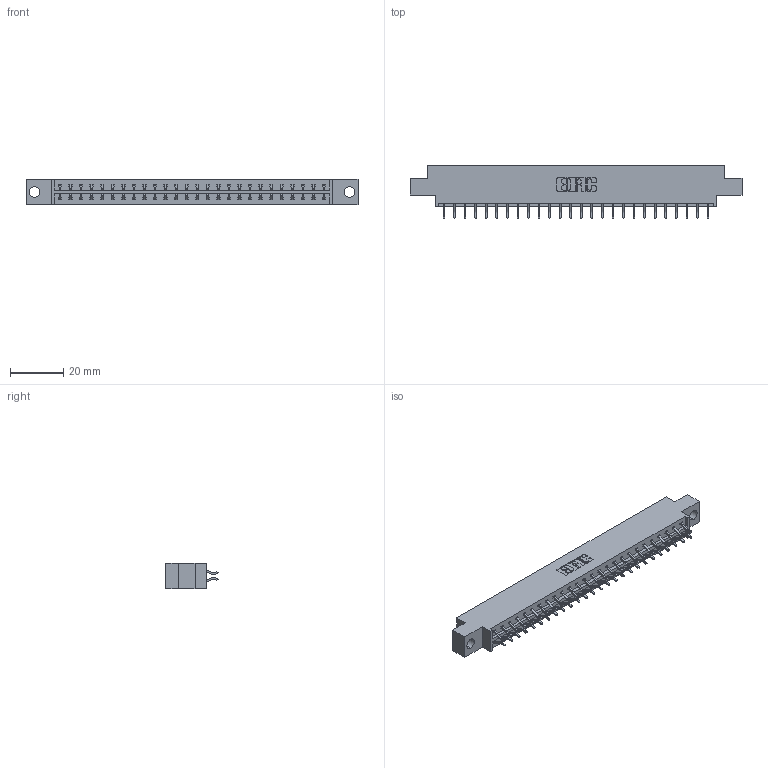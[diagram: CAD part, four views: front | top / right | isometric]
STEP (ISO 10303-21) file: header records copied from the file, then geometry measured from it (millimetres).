
FILE_DESCRIPTION (( 'STEP AP203' ), '1' );
FILE_NAME ('833-052-556-804.STEP', '2020-06-04T19:49:26', ( '' ), ( '' ), 'SwSTEP 2.0', 'SolidWorks 2020', '' );
FILE_SCHEMA (( 'CONFIG_CONTROL_DESIGN' ));
Length unit declared in the file: inch
Products named in the file (3): 345-292-001_556 Tail; 833-052-556-804; 833 Part_Offset - .156 Dia - TH
Assembly tree (53 placements, depth 2):
  833-052-556-804
    833 Part_Offset - .156 Dia - TH
    345-292-001_556 Tail  x52
Bounding box: 124.56 x 19.57 x 9.4 mm (x, y, z)
Volume: 12249.7 mm3; surface area: 14279.2 mm2
Topology: 53 solids, 53 shells, 3134 faces, 9319 edges, 6142 vertices
Faces by surface type: plane 2154, cylinder 980
Entity records: 19151 total; most frequent: CARTESIAN_POINT 3210, ORIENTED_EDGE 3134, DIRECTION 2759, EDGE_CURVE 1567, VECTOR 1431, LINE 1431, VERTEX_POINT 1042, AXIS2_PLACEMENT_3D 664
